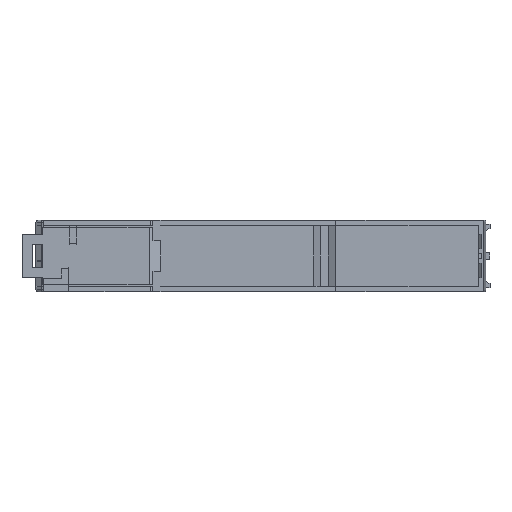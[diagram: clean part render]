
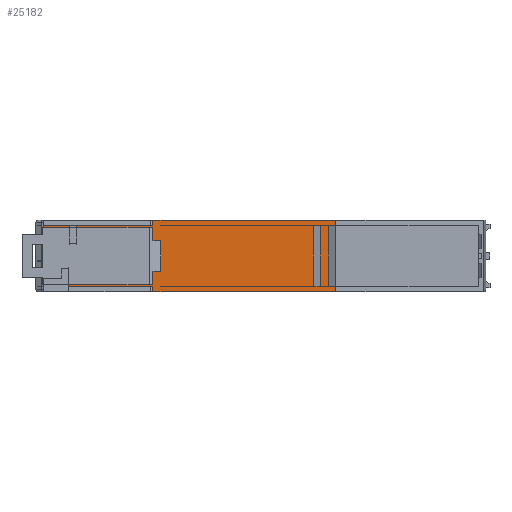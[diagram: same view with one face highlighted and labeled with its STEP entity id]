
A CAD part, front view. The second image highlights one B-rep face of the part: STEP entity #25182.
In plain terms, the highlighted planar face has unit normal (0, -1, 0).
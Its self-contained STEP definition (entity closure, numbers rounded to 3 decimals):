
#1673=ORIENTED_EDGE('',*,*,#7869,.F.);
#1674=ORIENTED_EDGE('',*,*,#8042,.F.);
#1675=ORIENTED_EDGE('',*,*,#8043,.F.);
#1676=ORIENTED_EDGE('',*,*,#8044,.F.);
#1677=ORIENTED_EDGE('',*,*,#8045,.F.);
#1678=ORIENTED_EDGE('',*,*,#8046,.F.);
#1679=ORIENTED_EDGE('',*,*,#8047,.F.);
#1680=ORIENTED_EDGE('',*,*,#8048,.F.);
#1681=ORIENTED_EDGE('',*,*,#8049,.F.);
#1682=ORIENTED_EDGE('',*,*,#7948,.T.);
#1683=ORIENTED_EDGE('',*,*,#8041,.T.);
#7869=EDGE_CURVE('',#11848,#11849,#14842,.T.);
#7948=EDGE_CURVE('',#11924,#11923,#14917,.T.);
#8041=EDGE_CURVE('',#11923,#11849,#14993,.T.);
#8042=EDGE_CURVE('',#11971,#11848,#14994,.T.);
#8043=EDGE_CURVE('',#11972,#11971,#14995,.T.);
#8044=EDGE_CURVE('',#11973,#11972,#14996,.T.);
#8045=EDGE_CURVE('',#11974,#11973,#14997,.T.);
#8046=EDGE_CURVE('',#11975,#11974,#14998,.T.);
#8047=EDGE_CURVE('',#11976,#11975,#14999,.T.);
#8048=EDGE_CURVE('',#11977,#11976,#15000,.T.);
#8049=EDGE_CURVE('',#11924,#11977,#15001,.T.);
#11848=VERTEX_POINT('',#42224);
#11849=VERTEX_POINT('',#42226);
#11923=VERTEX_POINT('',#42382);
#11924=VERTEX_POINT('',#42384);
#11971=VERTEX_POINT('',#42593);
#11972=VERTEX_POINT('',#42595);
#11973=VERTEX_POINT('',#42597);
#11974=VERTEX_POINT('',#42599);
#11975=VERTEX_POINT('',#42601);
#11976=VERTEX_POINT('',#42603);
#11977=VERTEX_POINT('',#42605);
#14842=LINE('',#42225,#18499);
#14917=LINE('',#42383,#18574);
#14993=LINE('',#42590,#18650);
#14994=LINE('',#42592,#18651);
#14995=LINE('',#42594,#18652);
#14996=LINE('',#42596,#18653);
#14997=LINE('',#42598,#18654);
#14998=LINE('',#42600,#18655);
#14999=LINE('',#42602,#18656);
#15000=LINE('',#42604,#18657);
#15001=LINE('',#42606,#18658);
#18499=VECTOR('',#35438,1000.);
#18574=VECTOR('',#35529,1000.);
#18650=VECTOR('',#35701,1000.);
#18651=VECTOR('',#35704,1000.);
#18652=VECTOR('',#35705,1000.);
#18653=VECTOR('',#35706,1000.);
#18654=VECTOR('',#35707,1000.);
#18655=VECTOR('',#35708,1000.);
#18656=VECTOR('',#35709,1000.);
#18657=VECTOR('',#35710,1000.);
#18658=VECTOR('',#35711,1000.);
#21800=EDGE_LOOP('',(#1673,#1674,#1675,#1676,#1677,#1678,#1679,#1680,#1681,
#1682,#1683));
#23020=FACE_BOUND('',#21800,.T.);
#24216=PLANE('',#33466);
#25182=ADVANCED_FACE('',(#23020),#24216,.F.);
#33466=AXIS2_PLACEMENT_3D('',#42591,#35702,#35703);
#35438=DIRECTION('',(1.,0.,0.));
#35529=DIRECTION('',(1.,0.,0.));
#35701=DIRECTION('',(0.,0.,1.));
#35702=DIRECTION('',(0.,1.,0.));
#35703=DIRECTION('',(0.,0.,1.));
#35704=DIRECTION('',(0.,0.,1.));
#35705=DIRECTION('',(1.,0.,0.));
#35706=DIRECTION('',(0.,0.,1.));
#35707=DIRECTION('',(-1.,0.,0.));
#35708=DIRECTION('',(0.,0.,1.));
#35709=DIRECTION('',(-1.,0.,0.));
#35710=DIRECTION('',(-1.,0.,0.));
#35711=DIRECTION('',(0.,0.,1.));
#42224=CARTESIAN_POINT('',(-93.074,-75.379,0.));
#42225=CARTESIAN_POINT('',(-75.274,-75.379,0.));
#42226=CARTESIAN_POINT('',(-57.474,-75.379,0.));
#42382=CARTESIAN_POINT('',(-57.474,-75.379,-14.));
#42383=CARTESIAN_POINT('',(-75.274,-75.379,-14.));
#42384=CARTESIAN_POINT('',(-93.074,-75.379,-14.));
#42590=CARTESIAN_POINT('',(-57.474,-75.379,-13.45));
#42591=CARTESIAN_POINT('',(-117.324,-75.379,-14.7));
#42592=CARTESIAN_POINT('',(-93.074,-75.379,-0.5));
#42593=CARTESIAN_POINT('',(-93.074,-75.379,-1.));
#42594=CARTESIAN_POINT('',(-112.148,-75.379,-1.));
#42595=CARTESIAN_POINT('',(-114.474,-75.379,-1.));
#42596=CARTESIAN_POINT('',(-114.474,-75.379,-1.8));
#42597=CARTESIAN_POINT('',(-114.474,-75.379,-2.6));
#42598=CARTESIAN_POINT('',(-112.148,-75.379,-2.6));
#42599=CARTESIAN_POINT('',(-109.822,-75.379,-2.6));
#42600=CARTESIAN_POINT('',(-109.822,-75.379,-7.8));
#42601=CARTESIAN_POINT('',(-109.822,-75.379,-13.));
#42602=CARTESIAN_POINT('',(-101.259,-75.379,-13.));
#42603=CARTESIAN_POINT('',(-109.444,-75.379,-13.));
#42604=CARTESIAN_POINT('',(-101.259,-75.379,-13.));
#42605=CARTESIAN_POINT('',(-93.074,-75.379,-13.));
#42606=CARTESIAN_POINT('',(-93.074,-75.379,-13.5));
